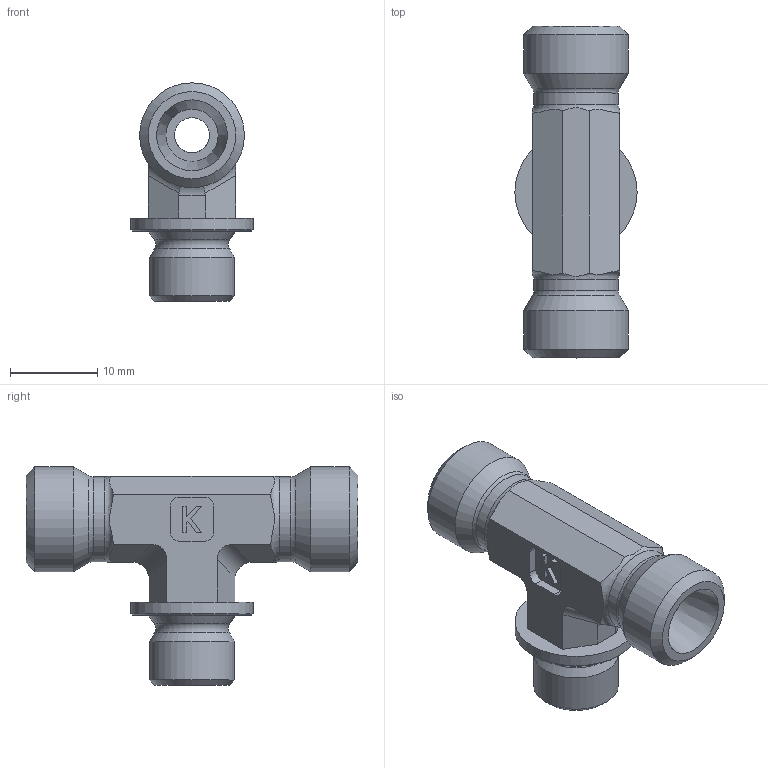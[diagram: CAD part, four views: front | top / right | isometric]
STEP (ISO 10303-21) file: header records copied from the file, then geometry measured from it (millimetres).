
FILE_DESCRIPTION((''),'2;1');
FILE_NAME('281061812.stp','2014-10-31T14:31:37',(''),('KNOMI spol. s r. o.'),'Autodesk Inventor 2012','Autodesk Inventor 2012','');
FILE_SCHEMA(('AUTOMOTIVE_DESIGN { 1 2 10303 214 0 1 1 1 }'));
Length unit declared in the file: millimetre
Products named in the file (1): THR2  6LR G1/8/M12
Bounding box: 14 x 38 x 25 mm (x, y, z)
Volume: 3649.1 mm3; surface area: 2875.5 mm2
Topology: 1 solids, 1 shells, 78 faces, 202 edges, 131 vertices
Faces by surface type: plane 42, cylinder 20, cone 11, torus 5
Full cylindrical faces by diameter (mm): 4 x2, 6 x2, 9.7 x2, 9.728 x1, 12 x2, 14 x1
Entity records: 2312 total; most frequent: CARTESIAN_POINT 525, DIRECTION 364, ORIENTED_EDGE 330, EDGE_CURVE 165, AXIS2_PLACEMENT_3D 136, VERTEX_POINT 121, EDGE_LOOP 114, VECTOR 92
